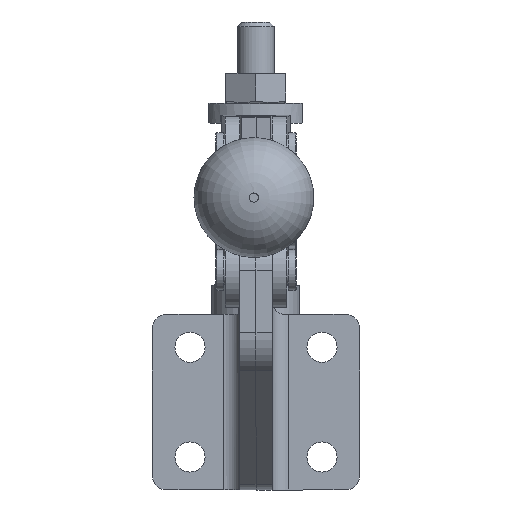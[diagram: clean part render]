
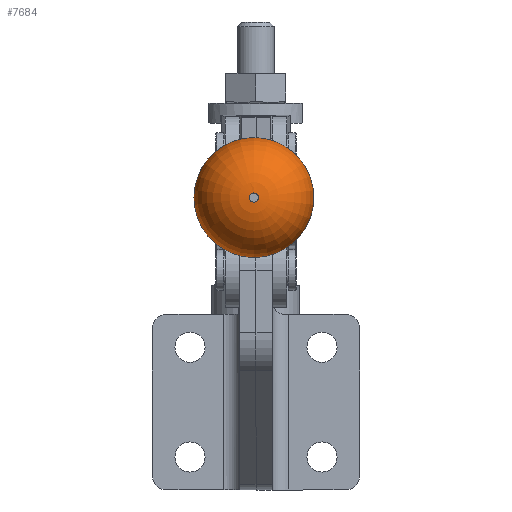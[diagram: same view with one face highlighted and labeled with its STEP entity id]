
A CAD part, left-side view. The second image highlights one B-rep face of the part: STEP entity #7684.
In plain terms, the highlighted toroidal (fillet/blend) face has major radius 1 mm and minor radius 12 mm.
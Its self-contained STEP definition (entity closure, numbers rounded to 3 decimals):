
#664=DEGENERATE_TOROIDAL_SURFACE('',#8767,1.,12.,.T.);
#1791=VERTEX_POINT('',#11698);
#1792=VERTEX_POINT('',#11701);
#2337=CIRCLE('',#8766,13.);
#2338=CIRCLE('',#8768,1.);
#3228=EDGE_CURVE('',#1791,#1791,#2337,.T.);
#3229=EDGE_CURVE('',#1792,#1792,#2338,.T.);
#5016=ORIENTED_EDGE('',*,*,#3228,.T.);
#5017=ORIENTED_EDGE('',*,*,#3229,.T.);
#6272=EDGE_LOOP('',(#5016));
#6273=EDGE_LOOP('',(#5017));
#7054=FACE_BOUND('',#6272,.T.);
#7055=FACE_BOUND('',#6273,.T.);
#7684=ADVANCED_FACE('',(#7054,#7055),#664,.T.);
#8766=AXIS2_PLACEMENT_3D('',#11697,#14046,#14047);
#8767=AXIS2_PLACEMENT_3D('',#11699,#14048,$);
#8768=AXIS2_PLACEMENT_3D('',#11700,#14049,#14050);
#11697=CARTESIAN_POINT('',(253.384,144.125,57.887));
#11698=CARTESIAN_POINT('',(253.384,144.125,70.887));
#11699=CARTESIAN_POINT('',(253.384,144.125,57.887));
#11700=CARTESIAN_POINT('',(241.384,144.125,57.887));
#11701=CARTESIAN_POINT('',(241.384,144.125,58.887));
#14046=DIRECTION('',(-1.,0.,0.));
#14047=DIRECTION('',(0.,0.,-13.));
#14048=DIRECTION('',(-1.,0.,0.));
#14049=DIRECTION('',(1.,0.,0.));
#14050=DIRECTION('',(0.,0.,-1.));
